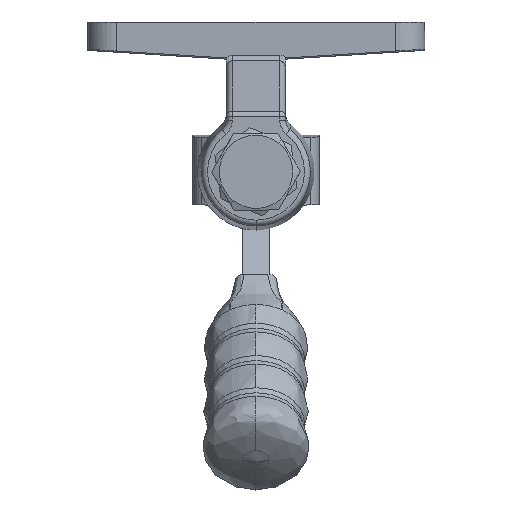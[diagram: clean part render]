
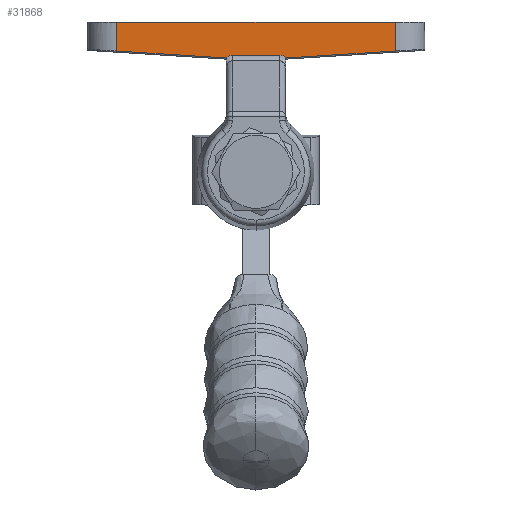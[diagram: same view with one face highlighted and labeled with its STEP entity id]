
A CAD part, front view. The second image highlights one B-rep face of the part: STEP entity #31868.
In plain terms, the highlighted planar face has unit normal (0, -1, 0).
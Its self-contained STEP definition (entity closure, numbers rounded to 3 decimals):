
#18045 = CARTESIAN_POINT ( 'NONE',  ( -4.353, 0., -5.648 ) ) ;
#18491 = LINE ( 'NONE', #18536, #18535 ) ;
#18492 = CARTESIAN_POINT ( 'NONE',  ( 5., 0., -6.1 ) ) ;
#18533 = CARTESIAN_POINT ( 'NONE',  ( 5., 0., -5.941 ) ) ;
#18534 = DIRECTION ( 'NONE',  ( 0., 0., -1. ) ) ;
#18535 = VECTOR ( 'NONE', #18534, 1000. ) ;
#18536 = CARTESIAN_POINT ( 'NONE',  ( 5., 0., -6.3 ) ) ;
#18682 = CARTESIAN_POINT ( 'NONE',  ( -5., 0., -6.1 ) ) ;
#18683 = DIRECTION ( 'NONE',  ( 0., 0., 1. ) ) ;
#18684 = VECTOR ( 'NONE', #18683, 1000. ) ;
#18685 = CARTESIAN_POINT ( 'NONE',  ( -5., 0., -17.887 ) ) ;
#18694 = LINE ( 'NONE', #18685, #18684 ) ;
#18695 = CARTESIAN_POINT ( 'NONE',  ( -5., 0., -5.941 ) ) ;
#18890 = CARTESIAN_POINT ( 'NONE',  ( -4.694, 0., -5.748 ) ) ;
#18891 = CARTESIAN_POINT ( 'NONE',  ( -5., 0., -5.941 ) ) ;
#18945 = CARTESIAN_POINT ( 'NONE',  ( 23.6, 0., 0. ) ) ;
#18946 = DIRECTION ( 'NONE',  ( 1., 0., 0. ) ) ;
#18947 = VECTOR ( 'NONE', #18946, 1000. ) ;
#18948 = CARTESIAN_POINT ( 'NONE',  ( -28.6, 0., 0. ) ) ;
#18949 = LINE ( 'NONE', #18948, #18947 ) ;
#18950 = CARTESIAN_POINT ( 'NONE',  ( -23.6, 0., 0. ) ) ;
#19090 = DIRECTION ( 'NONE',  ( 0., 0., -1. ) ) ;
#19091 = DIRECTION ( 'NONE',  ( 0., -1., 0. ) ) ;
#19092 = AXIS2_PLACEMENT_3D ( 'NONE', #19094, #19091, #19090 ) ;
#19094 = CARTESIAN_POINT ( 'NONE',  ( 28.6, 0., -6.3 ) ) ;
#19095 = PLANE ( 'NONE',  #19092 ) ;
#19096 = FACE_OUTER_BOUND ( 'NONE', #31919, .T. ) ;
#19101 =( BOUNDED_CURVE ( )  B_SPLINE_CURVE ( 3, ( #18891, #18890, #18045, #19135 ),
 .UNSPECIFIED., .F., .T. ) 
 B_SPLINE_CURVE_WITH_KNOTS ( ( 4, 4 ),
 ( 5.76, 6.283 ),
 .UNSPECIFIED. ) 
 CURVE ( )  GEOMETRIC_REPRESENTATION_ITEM ( )  RATIONAL_B_SPLINE_CURVE ( ( 1., 0.977, 0.977, 1. ) ) 
 REPRESENTATION_ITEM ( '' )  );
#19130 = CARTESIAN_POINT ( 'NONE',  ( 4., 0., -5.648 ) ) ;
#19131 = DIRECTION ( 'NONE',  ( 1., 0., 0. ) ) ;
#19132 = VECTOR ( 'NONE', #19131, 1000. ) ;
#19133 = CARTESIAN_POINT ( 'NONE',  ( 28.6, 0., -5.648 ) ) ;
#19134 = LINE ( 'NONE', #19133, #19132 ) ;
#19135 = CARTESIAN_POINT ( 'NONE',  ( -4., 0., -5.648 ) ) ;
#19158 = CARTESIAN_POINT ( 'NONE',  ( -23.6, 0., -4.917 ) ) ;
#19159 = DIRECTION ( 'NONE',  ( 0., 0., 1. ) ) ;
#19160 = VECTOR ( 'NONE', #19159, 1000. ) ;
#19161 = CARTESIAN_POINT ( 'NONE',  ( 23.6, 0., 0. ) ) ;
#19162 = LINE ( 'NONE', #19161, #19160 ) ;
#19163 = CARTESIAN_POINT ( 'NONE',  ( 23.6, 0., -4.917 ) ) ;
#19164 = DIRECTION ( 'NONE',  ( 0.998, 0., 0.063 ) ) ;
#19165 = VECTOR ( 'NONE', #19164, 1000. ) ;
#19166 = CARTESIAN_POINT ( 'NONE',  ( 23.587, 0., -4.918 ) ) ;
#19167 = LINE ( 'NONE', #19166, #19165 ) ;
#19195 = CARTESIAN_POINT ( 'NONE',  ( -4., 0., -5.648 ) ) ;
#19196 = DIRECTION ( 'NONE',  ( 0.998, 0., -0.063 ) ) ;
#19197 = VECTOR ( 'NONE', #19196, 1000. ) ;
#19198 = CARTESIAN_POINT ( 'NONE',  ( -4.987, 0., -6.1 ) ) ;
#19199 = LINE ( 'NONE', #19198, #19197 ) ;
#19200 = DIRECTION ( 'NONE',  ( 0., 0., -1. ) ) ;
#19201 = VECTOR ( 'NONE', #19200, 1000. ) ;
#19202 = CARTESIAN_POINT ( 'NONE',  ( -23.6, 0., -4.8 ) ) ;
#19203 = LINE ( 'NONE', #19202, #19201 ) ;
#19217 =( BOUNDED_CURVE ( )  B_SPLINE_CURVE ( 3, ( #19255, #19254, #19253, #19252 ),
 .UNSPECIFIED., .F., .T. ) 
 B_SPLINE_CURVE_WITH_KNOTS ( ( 4, 4 ),
 ( 3.142, 3.665 ),
 .UNSPECIFIED. ) 
 CURVE ( )  GEOMETRIC_REPRESENTATION_ITEM ( )  RATIONAL_B_SPLINE_CURVE ( ( 1., 0.977, 0.977, 1. ) ) 
 REPRESENTATION_ITEM ( '' )  );
#19252 = CARTESIAN_POINT ( 'NONE',  ( 5., 0., -5.941 ) ) ;
#19253 = CARTESIAN_POINT ( 'NONE',  ( 4.694, 0., -5.748 ) ) ;
#19254 = CARTESIAN_POINT ( 'NONE',  ( 4.353, 0., -5.648 ) ) ;
#19255 = CARTESIAN_POINT ( 'NONE',  ( 4., 0., -5.648 ) ) ;
#31572 = VERTEX_POINT ( 'NONE', #18492 ) ;
#31574 = EDGE_CURVE ( 'NONE', #31575, #31572, #18491, .T. ) ;
#31575 = VERTEX_POINT ( 'NONE', #18533 ) ;
#31653 = VERTEX_POINT ( 'NONE', #18695 ) ;
#31655 = EDGE_CURVE ( 'NONE', #31656, #31653, #18694, .T. ) ;
#31656 = VERTEX_POINT ( 'NONE', #18682 ) ;
#31800 = VERTEX_POINT ( 'NONE', #18950 ) ;
#31802 = EDGE_CURVE ( 'NONE', #31800, #31803, #18949, .T. ) ;
#31803 = VERTEX_POINT ( 'NONE', #18945 ) ;
#31868 = ADVANCED_FACE ( 'NONE', ( #19096 ), #19095, .T. ) ;
#31869 = ORIENTED_EDGE ( 'NONE', *, *, #31574, .T. ) ;
#31890 = EDGE_CURVE ( 'NONE', #31653, #31947, #19101, .T. ) ;
#31891 = ORIENTED_EDGE ( 'NONE', *, *, #31892, .T. ) ;
#31892 = EDGE_CURVE ( 'NONE', #31947, #31893, #19134, .T. ) ;
#31893 = VERTEX_POINT ( 'NONE', #19130 ) ;
#31898 = ORIENTED_EDGE ( 'NONE', *, *, #31899, .T. ) ;
#31899 = EDGE_CURVE ( 'NONE', #31572, #31900, #19167, .T. ) ;
#31900 = VERTEX_POINT ( 'NONE', #19163 ) ;
#31901 = ORIENTED_EDGE ( 'NONE', *, *, #31902, .T. ) ;
#31902 = EDGE_CURVE ( 'NONE', #31900, #31803, #19162, .T. ) ;
#31903 = ORIENTED_EDGE ( 'NONE', *, *, #31802, .F. ) ;
#31904 = ORIENTED_EDGE ( 'NONE', *, *, #31942, .T. ) ;
#31905 = VERTEX_POINT ( 'NONE', #19158 ) ;
#31919 = EDGE_LOOP ( 'NONE', ( #31869, #31898, #31901, #31903, #31904, #31943, #31945, #31946, #31891, #31960 ) ) ;
#31942 = EDGE_CURVE ( 'NONE', #31800, #31905, #19203, .T. ) ;
#31943 = ORIENTED_EDGE ( 'NONE', *, *, #31944, .T. ) ;
#31944 = EDGE_CURVE ( 'NONE', #31905, #31656, #19199, .T. ) ;
#31945 = ORIENTED_EDGE ( 'NONE', *, *, #31655, .T. ) ;
#31946 = ORIENTED_EDGE ( 'NONE', *, *, #31890, .T. ) ;
#31947 = VERTEX_POINT ( 'NONE', #19195 ) ;
#31960 = ORIENTED_EDGE ( 'NONE', *, *, #31961, .T. ) ;
#31961 = EDGE_CURVE ( 'NONE', #31893, #31575, #19217, .T. ) ;
